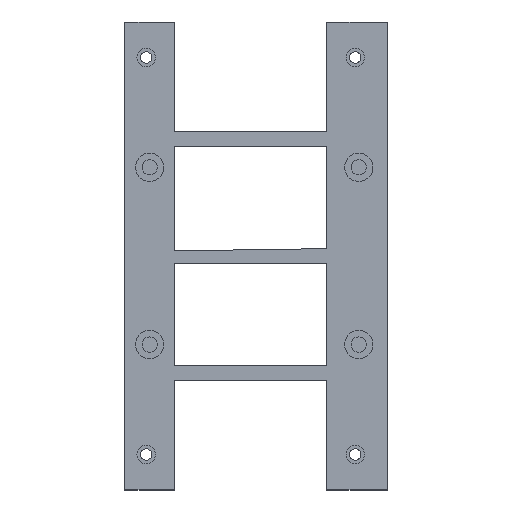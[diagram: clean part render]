
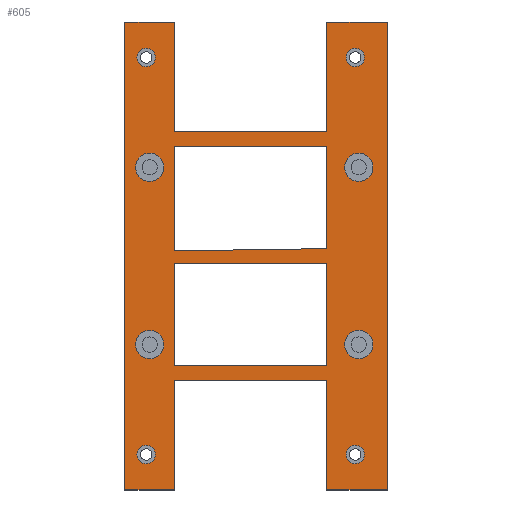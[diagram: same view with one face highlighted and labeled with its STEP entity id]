
A CAD part, top view. The second image highlights one B-rep face of the part: STEP entity #605.
In plain terms, the highlighted planar face has unit normal (0, 0, 1).
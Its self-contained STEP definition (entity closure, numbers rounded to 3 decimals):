
#60=CARTESIAN_POINT('',(111.,36.074,11.));
#61=VERTEX_POINT('',#60);
#70=CARTESIAN_POINT('',(111.,65.,11.));
#71=VERTEX_POINT('',#70);
#72=CARTESIAN_POINT('',(111.,65.,11.));
#73=DIRECTION('',(0.,-1.,0.));
#74=VECTOR('',#73,28.926);
#75=LINE('',#72,#74);
#76=EDGE_CURVE('',#71,#61,#75,.T.);
#100=CARTESIAN_POINT('',(111.,69.,11.));
#101=VERTEX_POINT('',#100);
#110=CARTESIAN_POINT('',(111.,100.,11.));
#111=VERTEX_POINT('',#110);
#112=CARTESIAN_POINT('',(111.,100.,11.));
#113=DIRECTION('',(0.,-1.,0.));
#114=VECTOR('',#113,31.);
#115=LINE('',#112,#114);
#116=EDGE_CURVE('',#111,#101,#115,.T.);
#140=CARTESIAN_POINT('',(111.,32.,11.));
#141=VERTEX_POINT('',#140);
#142=CARTESIAN_POINT('',(111.,3.,11.));
#143=VERTEX_POINT('',#142);
#144=CARTESIAN_POINT('',(111.,32.,11.));
#145=DIRECTION('',(0.,-1.,0.));
#146=VECTOR('',#145,29.);
#147=LINE('',#144,#146);
#148=EDGE_CURVE('',#141,#143,#147,.T.);
#256=CARTESIAN_POINT('',(128.,-32.,11.));
#257=VERTEX_POINT('',#256);
#264=CARTESIAN_POINT('',(111.,-32.,11.));
#265=VERTEX_POINT('',#264);
#266=CARTESIAN_POINT('',(111.,-32.,11.));
#267=DIRECTION('',(1.,0.,-0.));
#268=VECTOR('',#267,17.);
#269=LINE('',#266,#268);
#270=EDGE_CURVE('',#265,#257,#269,.T.);
#294=CARTESIAN_POINT('',(128.,100.,11.));
#295=VERTEX_POINT('',#294);
#302=CARTESIAN_POINT('',(128.,-32.,11.));
#303=DIRECTION('',(0.,1.,0.));
#304=VECTOR('',#303,132.);
#305=LINE('',#302,#304);
#306=EDGE_CURVE('',#257,#295,#305,.T.);
#324=CARTESIAN_POINT('',(128.,100.,11.));
#325=DIRECTION('',(-1.,0.,0.));
#326=VECTOR('',#325,17.);
#327=LINE('',#324,#326);
#328=EDGE_CURVE('',#295,#111,#327,.T.);
#339=CARTESIAN_POINT('',(111.,-1.,11.));
#340=VERTEX_POINT('',#339);
#341=CARTESIAN_POINT('',(111.,-1.,11.));
#342=DIRECTION('',(0.,-1.,0.));
#343=VECTOR('',#342,31.);
#344=LINE('',#341,#343);
#345=EDGE_CURVE('',#340,#265,#344,.T.);
#365=CARTESIAN_POINT('',(93.,-32.,11.));
#366=DIRECTION('',(0.,0.,1.));
#367=DIRECTION('',(1.,0.,0.));
#368=AXIS2_PLACEMENT_3D('',#365,#366,#367);
#369=PLANE('',#368);
#370=CARTESIAN_POINT('',(57.,9.,11.));
#371=VERTEX_POINT('',#370);
#372=CARTESIAN_POINT('',(65.,9.,11.));
#373=VERTEX_POINT('',#372);
#374=CARTESIAN_POINT('',(61.,9.,11.));
#375=DIRECTION('',(0.,0.,1.));
#376=DIRECTION('',(1.,0.,-0.));
#377=AXIS2_PLACEMENT_3D('',#374,#375,#376);
#378=CIRCLE('',#377,4.);
#379=EDGE_CURVE('',#371,#373,#378,.T.);
#380=ORIENTED_EDGE('',*,*,#379,.F.);
#381=CARTESIAN_POINT('',(61.,9.,11.));
#382=DIRECTION('',(0.,0.,1.));
#383=DIRECTION('',(1.,0.,-0.));
#384=AXIS2_PLACEMENT_3D('',#381,#382,#383);
#385=CIRCLE('',#384,4.);
#386=EDGE_CURVE('',#373,#371,#385,.T.);
#387=ORIENTED_EDGE('',*,*,#386,.F.);
#388=EDGE_LOOP('',(#380,#387));
#389=FACE_BOUND('',#388,.T.);
#390=CARTESIAN_POINT('',(116.,9.,11.));
#391=VERTEX_POINT('',#390);
#392=CARTESIAN_POINT('',(124.,9.,11.));
#393=VERTEX_POINT('',#392);
#394=CARTESIAN_POINT('',(120.,9.,11.));
#395=DIRECTION('',(0.,0.,1.));
#396=DIRECTION('',(1.,0.,-0.));
#397=AXIS2_PLACEMENT_3D('',#394,#395,#396);
#398=CIRCLE('',#397,4.);
#399=EDGE_CURVE('',#391,#393,#398,.T.);
#400=ORIENTED_EDGE('',*,*,#399,.F.);
#401=CARTESIAN_POINT('',(120.,9.,11.));
#402=DIRECTION('',(0.,0.,1.));
#403=DIRECTION('',(1.,0.,-0.));
#404=AXIS2_PLACEMENT_3D('',#401,#402,#403);
#405=CIRCLE('',#404,4.);
#406=EDGE_CURVE('',#393,#391,#405,.T.);
#407=ORIENTED_EDGE('',*,*,#406,.F.);
#408=EDGE_LOOP('',(#400,#407));
#409=FACE_BOUND('',#408,.T.);
#410=CARTESIAN_POINT('',(116.,59.,11.));
#411=VERTEX_POINT('',#410);
#412=CARTESIAN_POINT('',(124.,59.,11.));
#413=VERTEX_POINT('',#412);
#414=CARTESIAN_POINT('',(120.,59.,11.));
#415=DIRECTION('',(0.,0.,1.));
#416=DIRECTION('',(1.,0.,-0.));
#417=AXIS2_PLACEMENT_3D('',#414,#415,#416);
#418=CIRCLE('',#417,4.);
#419=EDGE_CURVE('',#411,#413,#418,.T.);
#420=ORIENTED_EDGE('',*,*,#419,.F.);
#421=CARTESIAN_POINT('',(120.,59.,11.));
#422=DIRECTION('',(0.,0.,1.));
#423=DIRECTION('',(1.,0.,-0.));
#424=AXIS2_PLACEMENT_3D('',#421,#422,#423);
#425=CIRCLE('',#424,4.);
#426=EDGE_CURVE('',#413,#411,#425,.T.);
#427=ORIENTED_EDGE('',*,*,#426,.F.);
#428=EDGE_LOOP('',(#420,#427));
#429=FACE_BOUND('',#428,.T.);
#430=CARTESIAN_POINT('',(57.,59.,11.));
#431=VERTEX_POINT('',#430);
#432=CARTESIAN_POINT('',(65.,59.,11.));
#433=VERTEX_POINT('',#432);
#434=CARTESIAN_POINT('',(61.,59.,11.));
#435=DIRECTION('',(0.,0.,1.));
#436=DIRECTION('',(1.,0.,-0.));
#437=AXIS2_PLACEMENT_3D('',#434,#435,#436);
#438=CIRCLE('',#437,4.);
#439=EDGE_CURVE('',#431,#433,#438,.T.);
#440=ORIENTED_EDGE('',*,*,#439,.F.);
#441=CARTESIAN_POINT('',(61.,59.,11.));
#442=DIRECTION('',(0.,0.,1.));
#443=DIRECTION('',(1.,0.,-0.));
#444=AXIS2_PLACEMENT_3D('',#441,#442,#443);
#445=CIRCLE('',#444,4.);
#446=EDGE_CURVE('',#433,#431,#445,.T.);
#447=ORIENTED_EDGE('',*,*,#446,.F.);
#448=EDGE_LOOP('',(#440,#447));
#449=FACE_BOUND('',#448,.T.);
#450=ORIENTED_EDGE('',*,*,#76,.T.);
#451=CARTESIAN_POINT('',(68.,35.441,11.));
#452=VERTEX_POINT('',#451);
#453=CARTESIAN_POINT('',(111.,36.074,11.));
#454=DIRECTION('',(-1.,-0.015,0.));
#455=VECTOR('',#454,43.005);
#456=LINE('',#453,#455);
#457=EDGE_CURVE('',#61,#452,#456,.T.);
#458=ORIENTED_EDGE('',*,*,#457,.T.);
#459=CARTESIAN_POINT('',(68.,65.,11.));
#460=VERTEX_POINT('',#459);
#461=CARTESIAN_POINT('',(68.,35.441,11.));
#462=DIRECTION('',(0.,1.,0.));
#463=VECTOR('',#462,29.559);
#464=LINE('',#461,#463);
#465=EDGE_CURVE('',#452,#460,#464,.T.);
#466=ORIENTED_EDGE('',*,*,#465,.T.);
#467=CARTESIAN_POINT('',(68.,65.,11.));
#468=DIRECTION('',(1.,0.,-0.));
#469=VECTOR('',#468,43.);
#470=LINE('',#467,#469);
#471=EDGE_CURVE('',#460,#71,#470,.T.);
#472=ORIENTED_EDGE('',*,*,#471,.T.);
#473=EDGE_LOOP('',(#450,#458,#466,#472));
#474=FACE_BOUND('',#473,.T.);
#475=ORIENTED_EDGE('',*,*,#116,.T.);
#476=CARTESIAN_POINT('',(68.,69.,11.));
#477=VERTEX_POINT('',#476);
#478=CARTESIAN_POINT('',(68.,69.,11.));
#479=DIRECTION('',(1.,0.,-0.));
#480=VECTOR('',#479,43.);
#481=LINE('',#478,#480);
#482=EDGE_CURVE('',#477,#101,#481,.T.);
#483=ORIENTED_EDGE('',*,*,#482,.F.);
#484=CARTESIAN_POINT('',(68.,100.,11.));
#485=VERTEX_POINT('',#484);
#486=CARTESIAN_POINT('',(68.,69.,11.));
#487=DIRECTION('',(0.,1.,0.));
#488=VECTOR('',#487,31.);
#489=LINE('',#486,#488);
#490=EDGE_CURVE('',#477,#485,#489,.T.);
#491=ORIENTED_EDGE('',*,*,#490,.T.);
#492=CARTESIAN_POINT('',(54.,100.,11.));
#493=VERTEX_POINT('',#492);
#494=CARTESIAN_POINT('',(68.,100.,11.));
#495=DIRECTION('',(-1.,0.,0.));
#496=VECTOR('',#495,14.);
#497=LINE('',#494,#496);
#498=EDGE_CURVE('',#485,#493,#497,.T.);
#499=ORIENTED_EDGE('',*,*,#498,.T.);
#500=CARTESIAN_POINT('',(54.,-32.,11.));
#501=VERTEX_POINT('',#500);
#502=CARTESIAN_POINT('',(54.,100.,11.));
#503=DIRECTION('',(0.,-1.,0.));
#504=VECTOR('',#503,132.);
#505=LINE('',#502,#504);
#506=EDGE_CURVE('',#493,#501,#505,.T.);
#507=ORIENTED_EDGE('',*,*,#506,.T.);
#508=CARTESIAN_POINT('',(68.,-32.,11.));
#509=VERTEX_POINT('',#508);
#510=CARTESIAN_POINT('',(54.,-32.,11.));
#511=DIRECTION('',(1.,0.,-0.));
#512=VECTOR('',#511,14.);
#513=LINE('',#510,#512);
#514=EDGE_CURVE('',#501,#509,#513,.T.);
#515=ORIENTED_EDGE('',*,*,#514,.T.);
#516=CARTESIAN_POINT('',(68.,-1.,11.));
#517=VERTEX_POINT('',#516);
#518=CARTESIAN_POINT('',(68.,-32.,11.));
#519=DIRECTION('',(0.,1.,0.));
#520=VECTOR('',#519,31.);
#521=LINE('',#518,#520);
#522=EDGE_CURVE('',#509,#517,#521,.T.);
#523=ORIENTED_EDGE('',*,*,#522,.T.);
#524=CARTESIAN_POINT('',(111.,-1.,11.));
#525=DIRECTION('',(-1.,0.,0.));
#526=VECTOR('',#525,43.);
#527=LINE('',#524,#526);
#528=EDGE_CURVE('',#340,#517,#527,.T.);
#529=ORIENTED_EDGE('',*,*,#528,.F.);
#530=ORIENTED_EDGE('',*,*,#345,.T.);
#531=ORIENTED_EDGE('',*,*,#270,.T.);
#532=ORIENTED_EDGE('',*,*,#306,.T.);
#533=ORIENTED_EDGE('',*,*,#328,.T.);
#534=EDGE_LOOP('',(#475,#483,#491,#499,#507,#515,#523,#529,#530,#531,#532,#533));
#535=FACE_BOUND('',#534,.T.);
#536=CARTESIAN_POINT('',(121.6,-22.,11.));
#537=VERTEX_POINT('',#536);
#538=CARTESIAN_POINT('',(119.,-22.,11.));
#539=DIRECTION('',(0.,0.,1.));
#540=DIRECTION('',(1.,0.,-0.));
#541=AXIS2_PLACEMENT_3D('',#538,#539,#540);
#542=CIRCLE('',#541,2.6);
#543=EDGE_CURVE('',#537,#537,#542,.T.);
#544=ORIENTED_EDGE('',*,*,#543,.F.);
#545=EDGE_LOOP('',(#544));
#546=FACE_BOUND('',#545,.T.);
#547=CARTESIAN_POINT('',(121.6,90.,11.));
#548=VERTEX_POINT('',#547);
#549=CARTESIAN_POINT('',(119.,90.,11.));
#550=DIRECTION('',(0.,0.,1.));
#551=DIRECTION('',(1.,0.,-0.));
#552=AXIS2_PLACEMENT_3D('',#549,#550,#551);
#553=CIRCLE('',#552,2.6);
#554=EDGE_CURVE('',#548,#548,#553,.T.);
#555=ORIENTED_EDGE('',*,*,#554,.F.);
#556=EDGE_LOOP('',(#555));
#557=FACE_BOUND('',#556,.T.);
#558=CARTESIAN_POINT('',(68.,32.,11.));
#559=VERTEX_POINT('',#558);
#560=CARTESIAN_POINT('',(68.,32.,11.));
#561=DIRECTION('',(1.,0.,-0.));
#562=VECTOR('',#561,43.);
#563=LINE('',#560,#562);
#564=EDGE_CURVE('',#559,#141,#563,.T.);
#565=ORIENTED_EDGE('',*,*,#564,.T.);
#566=ORIENTED_EDGE('',*,*,#148,.T.);
#567=CARTESIAN_POINT('',(68.,3.,11.));
#568=VERTEX_POINT('',#567);
#569=CARTESIAN_POINT('',(68.,3.,11.));
#570=DIRECTION('',(1.,0.,-0.));
#571=VECTOR('',#570,43.);
#572=LINE('',#569,#571);
#573=EDGE_CURVE('',#568,#143,#572,.T.);
#574=ORIENTED_EDGE('',*,*,#573,.F.);
#575=CARTESIAN_POINT('',(68.,3.,11.));
#576=DIRECTION('',(0.,1.,0.));
#577=VECTOR('',#576,29.);
#578=LINE('',#575,#577);
#579=EDGE_CURVE('',#568,#559,#578,.T.);
#580=ORIENTED_EDGE('',*,*,#579,.T.);
#581=EDGE_LOOP('',(#565,#566,#574,#580));
#582=FACE_BOUND('',#581,.T.);
#583=CARTESIAN_POINT('',(62.6,-22.,11.));
#584=VERTEX_POINT('',#583);
#585=CARTESIAN_POINT('',(60.,-22.,11.));
#586=DIRECTION('',(0.,0.,1.));
#587=DIRECTION('',(1.,0.,-0.));
#588=AXIS2_PLACEMENT_3D('',#585,#586,#587);
#589=CIRCLE('',#588,2.6);
#590=EDGE_CURVE('',#584,#584,#589,.T.);
#591=ORIENTED_EDGE('',*,*,#590,.F.);
#592=EDGE_LOOP('',(#591));
#593=FACE_BOUND('',#592,.T.);
#594=CARTESIAN_POINT('',(62.6,90.,11.));
#595=VERTEX_POINT('',#594);
#596=CARTESIAN_POINT('',(60.,90.,11.));
#597=DIRECTION('',(0.,0.,1.));
#598=DIRECTION('',(1.,0.,-0.));
#599=AXIS2_PLACEMENT_3D('',#596,#597,#598);
#600=CIRCLE('',#599,2.6);
#601=EDGE_CURVE('',#595,#595,#600,.T.);
#602=ORIENTED_EDGE('',*,*,#601,.F.);
#603=EDGE_LOOP('',(#602));
#604=FACE_BOUND('',#603,.T.);
#605=ADVANCED_FACE('',(#389,#409,#429,#449,#474,#535,#546,#557,#582,#593,#604),#369,.T.);
